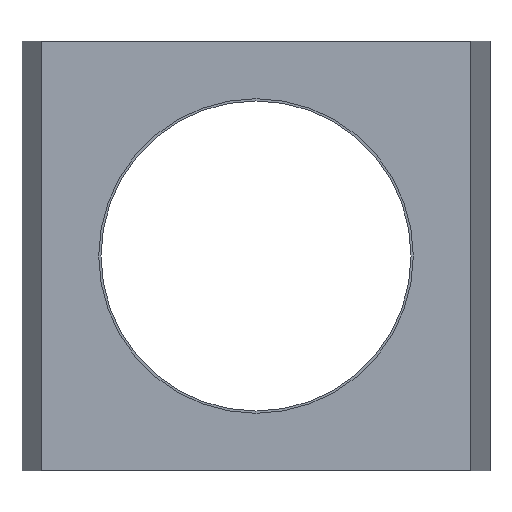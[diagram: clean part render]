
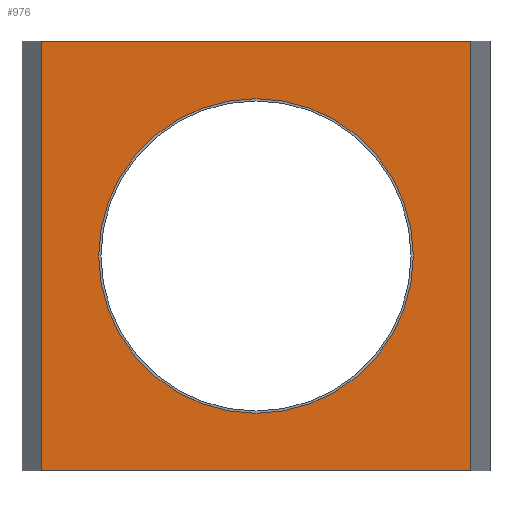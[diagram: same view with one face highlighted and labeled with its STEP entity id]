
A CAD part, front view. The second image highlights one B-rep face of the part: STEP entity #976.
In plain terms, the highlighted planar face has unit normal (0, -1, 0).
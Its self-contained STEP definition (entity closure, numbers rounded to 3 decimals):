
#4 = VECTOR ( 'NONE', #788, 1000. ) ;
#7 = PLANE ( 'NONE',  #695 ) ;
#8 = CIRCLE ( 'NONE', #176, 284. ) ;
#15 = CARTESIAN_POINT ( 'NONE',  ( 0., 0., 284. ) ) ;
#32 = LINE ( 'NONE', #234, #4 ) ;
#72 = EDGE_CURVE ( 'NONE', #659, #126, #715, .T. ) ;
#102 = VECTOR ( 'NONE', #714, 1000. ) ;
#120 = EDGE_CURVE ( 'NONE', #849, #126, #32, .T. ) ;
#126 = VERTEX_POINT ( 'NONE', #556 ) ;
#176 = AXIS2_PLACEMENT_3D ( 'NONE', #545, #637, #252 ) ;
#234 = CARTESIAN_POINT ( 'NONE',  ( 387.5, 0., 387.5 ) ) ;
#252 = DIRECTION ( 'NONE',  ( 0., 0., -1. ) ) ;
#271 = VERTEX_POINT ( 'NONE', #702 ) ;
#272 = CARTESIAN_POINT ( 'NONE',  ( -387.5, 0., 387.5 ) ) ;
#331 = CARTESIAN_POINT ( 'NONE',  ( -387.5, 0., -387.5 ) ) ;
#336 = EDGE_CURVE ( 'NONE', #516, #414, #846, .T. ) ;
#352 = ORIENTED_EDGE ( 'NONE', *, *, #120, .F. ) ;
#382 = DIRECTION ( 'NONE',  ( 0., 0., -1. ) ) ;
#388 = DIRECTION ( 'NONE',  ( 0., 0., 1. ) ) ;
#392 = AXIS2_PLACEMENT_3D ( 'NONE', #538, #772, #382 ) ;
#393 = FACE_OUTER_BOUND ( 'NONE', #582, .T. ) ;
#406 = CARTESIAN_POINT ( 'NONE',  ( 0., 0., -284. ) ) ;
#414 = VERTEX_POINT ( 'NONE', #15 ) ;
#433 = ORIENTED_EDGE ( 'NONE', *, *, #852, .F. ) ;
#475 = CARTESIAN_POINT ( 'NONE',  ( -387.5, 0., -387.5 ) ) ;
#487 = DIRECTION ( 'NONE',  ( 1., 0., 0. ) ) ;
#488 = VECTOR ( 'NONE', #584, 1000. ) ;
#516 = VERTEX_POINT ( 'NONE', #406 ) ;
#530 = EDGE_CURVE ( 'NONE', #414, #516, #8, .T. ) ;
#536 = EDGE_CURVE ( 'NONE', #271, #659, #552, .T. ) ;
#538 = CARTESIAN_POINT ( 'NONE',  ( 0., 0., 0. ) ) ;
#545 = CARTESIAN_POINT ( 'NONE',  ( 0., 0., 0. ) ) ;
#552 = LINE ( 'NONE', #946, #102 ) ;
#556 = CARTESIAN_POINT ( 'NONE',  ( 387.5, 0., -387.5 ) ) ;
#582 = EDGE_LOOP ( 'NONE', ( #728, #352, #433, #853 ) ) ;
#584 = DIRECTION ( 'NONE',  ( 1., 0., 0. ) ) ;
#623 = FACE_BOUND ( 'NONE', #806, .T. ) ;
#637 = DIRECTION ( 'NONE',  ( 0., -1., 0. ) ) ;
#659 = VERTEX_POINT ( 'NONE', #475 ) ;
#695 = AXIS2_PLACEMENT_3D ( 'NONE', #937, #710, #388 ) ;
#702 = CARTESIAN_POINT ( 'NONE',  ( -387.5, 0., 387.5 ) ) ;
#710 = DIRECTION ( 'NONE',  ( 0., 1., 0. ) ) ;
#714 = DIRECTION ( 'NONE',  ( 0., 0., -1. ) ) ;
#715 = LINE ( 'NONE', #331, #754 ) ;
#728 = ORIENTED_EDGE ( 'NONE', *, *, #72, .T. ) ;
#754 = VECTOR ( 'NONE', #487, 1000. ) ;
#757 = ORIENTED_EDGE ( 'NONE', *, *, #530, .F. ) ;
#758 = CARTESIAN_POINT ( 'NONE',  ( 387.5, 0., 387.5 ) ) ;
#772 = DIRECTION ( 'NONE',  ( 0., -1., 0. ) ) ;
#788 = DIRECTION ( 'NONE',  ( 0., 0., -1. ) ) ;
#806 = EDGE_LOOP ( 'NONE', ( #929, #757 ) ) ;
#846 = CIRCLE ( 'NONE', #392, 284. ) ;
#849 = VERTEX_POINT ( 'NONE', #758 ) ;
#852 = EDGE_CURVE ( 'NONE', #271, #849, #958, .T. ) ;
#853 = ORIENTED_EDGE ( 'NONE', *, *, #536, .T. ) ;
#929 = ORIENTED_EDGE ( 'NONE', *, *, #336, .F. ) ;
#937 = CARTESIAN_POINT ( 'NONE',  ( -387.5, 0., 387.5 ) ) ;
#946 = CARTESIAN_POINT ( 'NONE',  ( -387.5, 0., 387.5 ) ) ;
#958 = LINE ( 'NONE', #272, #488 ) ;
#976 = ADVANCED_FACE ( 'NONE', ( #623, #393 ), #7, .F. ) ;
